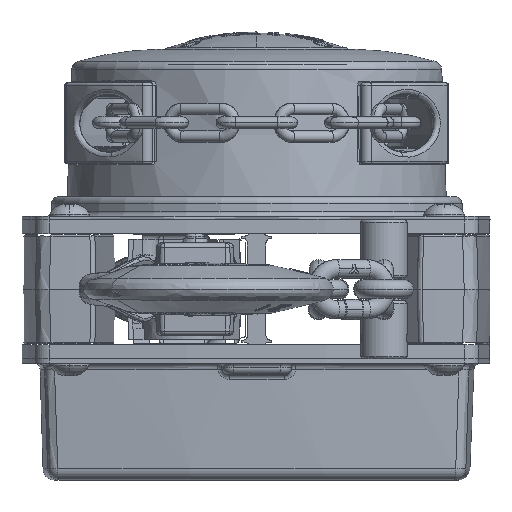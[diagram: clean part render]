
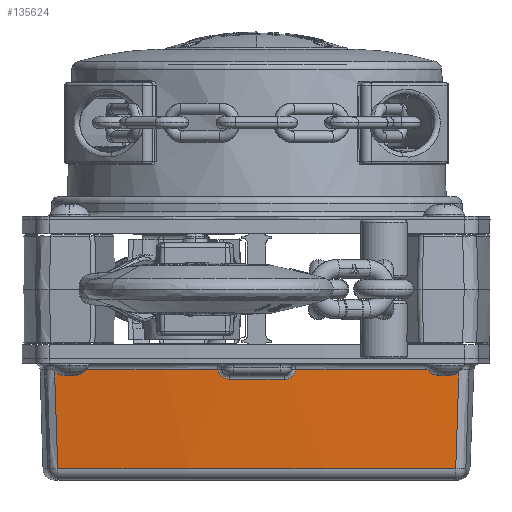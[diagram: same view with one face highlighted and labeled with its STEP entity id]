
A CAD part, front view. The second image highlights one B-rep face of the part: STEP entity #135624.
In plain terms, the highlighted conical face has half-angle 2 degrees and reference radius 718 mm.
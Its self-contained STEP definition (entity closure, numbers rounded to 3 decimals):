
#5698 = CARTESIAN_POINT ( 'NONE',  ( -11.967, -57.658, -38.93 ) ) ;
#8228 = DIRECTION ( 'NONE',  ( 1., 0., 0. ) ) ;
#8229 = DIRECTION ( 'NONE',  ( 0., 0., 1. ) ) ;
#8231 = AXIS2_PLACEMENT_3D ( 'NONE', #8257, #8229, #8228 ) ;
#8233 = CIRCLE ( 'NONE', #8231, 716.405 ) ;
#8257 = CARTESIAN_POINT ( 'NONE',  ( 0., 660., -77.674 ) ) ;
#11411 = DIRECTION ( 'NONE',  ( -1., 0., 0. ) ) ;
#11412 = DIRECTION ( 'NONE',  ( 0., 0., -1. ) ) ;
#11413 = CARTESIAN_POINT ( 'NONE',  ( 0., 660., -38.93 ) ) ;
#11420 = CIRCLE ( 'NONE', #11425, 717.758 ) ;
#11425 = AXIS2_PLACEMENT_3D ( 'NONE', #11413, #11412, #11411 ) ;
#12168 = VERTEX_POINT ( 'NONE', #121382 ) ;
#14998 = VERTEX_POINT ( 'NONE', #128779 ) ;
#16058 = EDGE_CURVE ( 'NONE', #26701, #14998, #143242, .T. ) ;
#19171 = DIRECTION ( 'NONE',  ( 1., 0., 0. ) ) ;
#19174 = DIRECTION ( 'NONE',  ( 0., 0., -1. ) ) ;
#19175 = CARTESIAN_POINT ( 'NONE',  ( 0., 660., -34.895 ) ) ;
#19177 = AXIS2_PLACEMENT_3D ( 'NONE', #19175, #19174, #19171 ) ;
#19218 = CIRCLE ( 'NONE', #19177, 717.899 ) ;
#20051 = DIRECTION ( 'NONE',  ( 0., 0., 1. ) ) ;
#20053 = CARTESIAN_POINT ( 'NONE',  ( 0., 660., -32. ) ) ;
#20079 = AXIS2_PLACEMENT_3D ( 'NONE', #20053, #20051, #20236 ) ;
#20088 = FACE_OUTER_BOUND ( 'NONE', #142600, .T. ) ;
#20236 = DIRECTION ( 'NONE',  ( 1., 0., 0. ) ) ;
#20250 = CONICAL_SURFACE ( 'NONE', #20079, 718., 0.035 ) ;
#21171 = CARTESIAN_POINT ( 'NONE',  ( 86.043, -51.219, -77.674 ) ) ;
#23060 = DIRECTION ( 'NONE',  ( 1., 0., 0. ) ) ;
#23061 = DIRECTION ( 'NONE',  ( 0., 0., -1. ) ) ;
#23062 = CARTESIAN_POINT ( 'NONE',  ( 0., 660., -34.895 ) ) ;
#23063 = AXIS2_PLACEMENT_3D ( 'NONE', #23062, #23061, #23060 ) ;
#23078 = CIRCLE ( 'NONE', #23063, 717.899 ) ;
#24157 = EDGE_CURVE ( 'NONE', #12168, #26701, #8233, .T. ) ;
#26701 = VERTEX_POINT ( 'NONE', #21171 ) ;
#30359 = CARTESIAN_POINT ( 'NONE',  ( -87.436, -52.554, -34.895 ) ) ;
#31891 = VERTEX_POINT ( 'NONE', #30359 ) ;
#34043 = CARTESIAN_POINT ( 'NONE',  ( -86.043, -51.219, -77.674 ) ) ;
#34045 = CARTESIAN_POINT ( 'NONE',  ( -86.508, -51.665, -63.415 ) ) ;
#34047 = CARTESIAN_POINT ( 'NONE',  ( -86.972, -52.11, -49.155 ) ) ;
#34049 = CARTESIAN_POINT ( 'NONE',  ( -87.436, -52.554, -34.895 ) ) ;
#34062 = B_SPLINE_CURVE_WITH_KNOTS ( 'NONE', 3,
 ( #34049, #34047, #34045, #34043 ),
 .UNSPECIFIED., .F., .F.,
 ( 4, 4 ),
 ( 0.003, 0.046 ),
 .UNSPECIFIED. ) ;
#34088 = EDGE_CURVE ( 'NONE', #31891, #12168, #34062, .T. ) ;
#44063 = EDGE_CURVE ( 'NONE', #44438, #44481, #70680, .T. ) ;
#44438 = VERTEX_POINT ( 'NONE', #70773 ) ;
#44481 = VERTEX_POINT ( 'NONE', #70718 ) ;
#70680 = B_SPLINE_CURVE_WITH_KNOTS ( 'NONE', 3,
 ( #70685, #70684, #70683, #70682, #70739, #70738, #70737, #70736, #70735, #70734, #70733, #70732 ),
 .UNSPECIFIED., .F., .F.,
 ( 4, 2, 2, 2, 2, 4 ),
 ( 0., 0.002, 0.003, 0.004, 0.005, 0.007 ),
 .UNSPECIFIED. ) ;
#70682 = CARTESIAN_POINT ( 'NONE',  ( 15.953, -57.649, -36.989 ) ) ;
#70683 = CARTESIAN_POINT ( 'NONE',  ( 16.544, -57.67, -35.996 ) ) ;
#70684 = CARTESIAN_POINT ( 'NONE',  ( 16.748, -57.684, -35.463 ) ) ;
#70685 = CARTESIAN_POINT ( 'NONE',  ( 16.859, -57.701, -34.895 ) ) ;
#70718 = CARTESIAN_POINT ( 'NONE',  ( 11.967, -57.658, -38.93 ) ) ;
#70732 = CARTESIAN_POINT ( 'NONE',  ( 11.967, -57.658, -38.93 ) ) ;
#70733 = CARTESIAN_POINT ( 'NONE',  ( 12.545, -57.649, -38.93 ) ) ;
#70734 = CARTESIAN_POINT ( 'NONE',  ( 13.106, -57.642, -38.832 ) ) ;
#70735 = CARTESIAN_POINT ( 'NONE',  ( 13.919, -57.637, -38.54 ) ) ;
#70736 = CARTESIAN_POINT ( 'NONE',  ( 14.181, -57.636, -38.419 ) ) ;
#70737 = CARTESIAN_POINT ( 'NONE',  ( 14.677, -57.636, -38.137 ) ) ;
#70738 = CARTESIAN_POINT ( 'NONE',  ( 14.912, -57.636, -37.975 ) ) ;
#70739 = CARTESIAN_POINT ( 'NONE',  ( 15.58, -57.642, -37.424 ) ) ;
#70773 = CARTESIAN_POINT ( 'NONE',  ( 16.859, -57.701, -34.895 ) ) ;
#112503 = VERTEX_POINT ( 'NONE', #145264 ) ;
#112947 = EDGE_CURVE ( 'NONE', #125397, #112503, #145726, .T. ) ;
#121382 = CARTESIAN_POINT ( 'NONE',  ( -86.043, -51.219, -77.674 ) ) ;
#125397 = VERTEX_POINT ( 'NONE', #5698 ) ;
#127283 = EDGE_CURVE ( 'NONE', #44481, #125397, #11420, .T. ) ;
#128779 = CARTESIAN_POINT ( 'NONE',  ( 87.436, -52.554, -34.895 ) ) ;
#134418 = ORIENTED_EDGE ( 'NONE', *, *, #127283, .T. ) ;
#134433 = ORIENTED_EDGE ( 'NONE', *, *, #24157, .T. ) ;
#134495 = EDGE_CURVE ( 'NONE', #112503, #31891, #19218, .T. ) ;
#134514 = ORIENTED_EDGE ( 'NONE', *, *, #16058, .T. ) ;
#134844 = ORIENTED_EDGE ( 'NONE', *, *, #134495, .T. ) ;
#135585 = ORIENTED_EDGE ( 'NONE', *, *, #44063, .T. ) ;
#135624 = ADVANCED_FACE ( 'NONE', ( #20088 ), #20250, .T. ) ;
#135763 = ORIENTED_EDGE ( 'NONE', *, *, #34088, .T. ) ;
#135864 = ORIENTED_EDGE ( 'NONE', *, *, #112947, .T. ) ;
#136183 = ORIENTED_EDGE ( 'NONE', *, *, #138742, .T. ) ;
#138742 = EDGE_CURVE ( 'NONE', #14998, #44438, #23078, .T. ) ;
#142600 = EDGE_LOOP ( 'NONE', ( #136183, #135585, #134418, #135864, #134844, #135763, #134433, #134514 ) ) ;
#143242 = B_SPLINE_CURVE_WITH_KNOTS ( 'NONE', 3,
 ( #143246, #143245, #143244, #143243 ),
 .UNSPECIFIED., .F., .F.,
 ( 4, 4 ),
 ( 0., 0.043 ),
 .UNSPECIFIED. ) ;
#143243 = CARTESIAN_POINT ( 'NONE',  ( 87.436, -52.554, -34.895 ) ) ;
#143244 = CARTESIAN_POINT ( 'NONE',  ( 86.972, -52.11, -49.155 ) ) ;
#143245 = CARTESIAN_POINT ( 'NONE',  ( 86.508, -51.665, -63.415 ) ) ;
#143246 = CARTESIAN_POINT ( 'NONE',  ( 86.043, -51.219, -77.674 ) ) ;
#145264 = CARTESIAN_POINT ( 'NONE',  ( -16.859, -57.701, -34.895 ) ) ;
#145726 = B_SPLINE_CURVE_WITH_KNOTS ( 'NONE', 3,
 ( #145764, #145763, #145762, #145761, #145760, #145759, #145758, #145757, #145756, #145755, #145754, #145753, #145752, #145751 ),
 .UNSPECIFIED., .F., .F.,
 ( 4, 2, 2, 2, 2, 2, 4 ),
 ( 0., 0.002, 0.003, 0.003, 0.004, 0.005, 0.007 ),
 .UNSPECIFIED. ) ;
#145751 = CARTESIAN_POINT ( 'NONE',  ( -16.859, -57.701, -34.895 ) ) ;
#145752 = CARTESIAN_POINT ( 'NONE',  ( -16.748, -57.684, -35.463 ) ) ;
#145753 = CARTESIAN_POINT ( 'NONE',  ( -16.545, -57.67, -35.994 ) ) ;
#145754 = CARTESIAN_POINT ( 'NONE',  ( -16.103, -57.654, -36.737 ) ) ;
#145755 = CARTESIAN_POINT ( 'NONE',  ( -15.935, -57.65, -36.971 ) ) ;
#145756 = CARTESIAN_POINT ( 'NONE',  ( -15.564, -57.643, -37.404 ) ) ;
#145757 = CARTESIAN_POINT ( 'NONE',  ( -15.36, -57.64, -37.605 ) ) ;
#145758 = CARTESIAN_POINT ( 'NONE',  ( -14.916, -57.636, -37.972 ) ) ;
#145759 = CARTESIAN_POINT ( 'NONE',  ( -14.679, -57.636, -38.136 ) ) ;
#145760 = CARTESIAN_POINT ( 'NONE',  ( -14.183, -57.636, -38.418 ) ) ;
#145761 = CARTESIAN_POINT ( 'NONE',  ( -13.924, -57.637, -38.538 ) ) ;
#145762 = CARTESIAN_POINT ( 'NONE',  ( -13.108, -57.642, -38.832 ) ) ;
#145763 = CARTESIAN_POINT ( 'NONE',  ( -12.545, -57.649, -38.93 ) ) ;
#145764 = CARTESIAN_POINT ( 'NONE',  ( -11.967, -57.658, -38.93 ) ) ;
